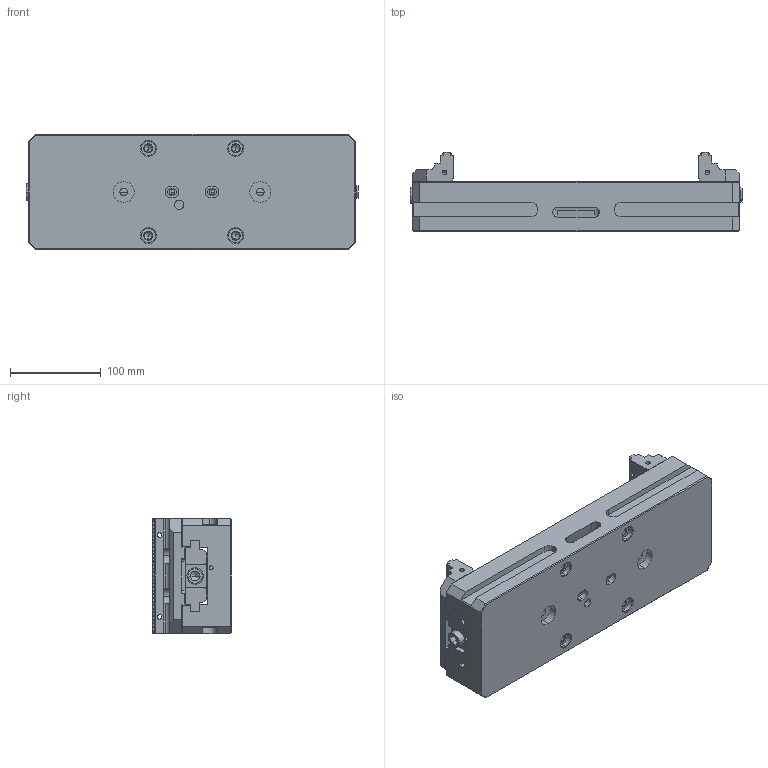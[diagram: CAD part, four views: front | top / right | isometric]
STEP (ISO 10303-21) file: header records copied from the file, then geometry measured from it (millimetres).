
FILE_DESCRIPTION (( 'STEP AP214' ), '1' );
FILE_NAME ('ASC-127X360S-²Õ¦X¥ó.STEP', '2022-07-06T06:27:12', ( '' ), ( '' ), 'SwSTEP 2.0', 'SolidWorks 2013', '' );
FILE_SCHEMA (( 'AUTOMOTIVE_DESIGN' ));
Length unit declared in the file: millimetre
Products named in the file (7): A-0C0091-ASC127X160M.150X260M.127X160S-角牙座(右牙); A-0M0379-ASC-127X160S-6-支持塊-後蓋.dwg; ASC-127X360S-組合件; A-0M0380-ASC-127X160S-11-固定塊.dwg; A-0E0128-ASC-127X360S-03-角牙(15度); A-0D0096-ASC-127X160S.160M-07-硬爪; ASC-127X360S-本台
Assembly tree (8 placements, depth 2):
  ASC-127X360S-組合件
    ASC-127X360S-本台
    A-0M0380-ASC-127X160S-11-固定塊.dwg
    A-0M0379-ASC-127X160S-6-支持塊-後蓋.dwg
    A-0C0091-ASC127X160M.150X260M.127X160S-角牙座(右牙)  x2
    A-0D0096-ASC-127X160S.160M-07-硬爪  x2
    A-0E0128-ASC-127X360S-03-角牙(15度)
Bounding box: 365 x 87 x 127 mm (x, y, z)
Volume: 2089954.6 mm3; surface area: 305784.2 mm2
Topology: 8 solids, 8 shells, 874 faces, 2424 edges, 1573 vertices
Faces by surface type: plane 417, cylinder 391, cone 58, torus 8
Entity records: 19185 total; most frequent: CARTESIAN_POINT 3988, ORIENTED_EDGE 3168, DIRECTION 2945, EDGE_CURVE 1584, VERTEX_POINT 1027, LINE 985, VECTOR 985, AXIS2_PLACEMENT_3D 980
